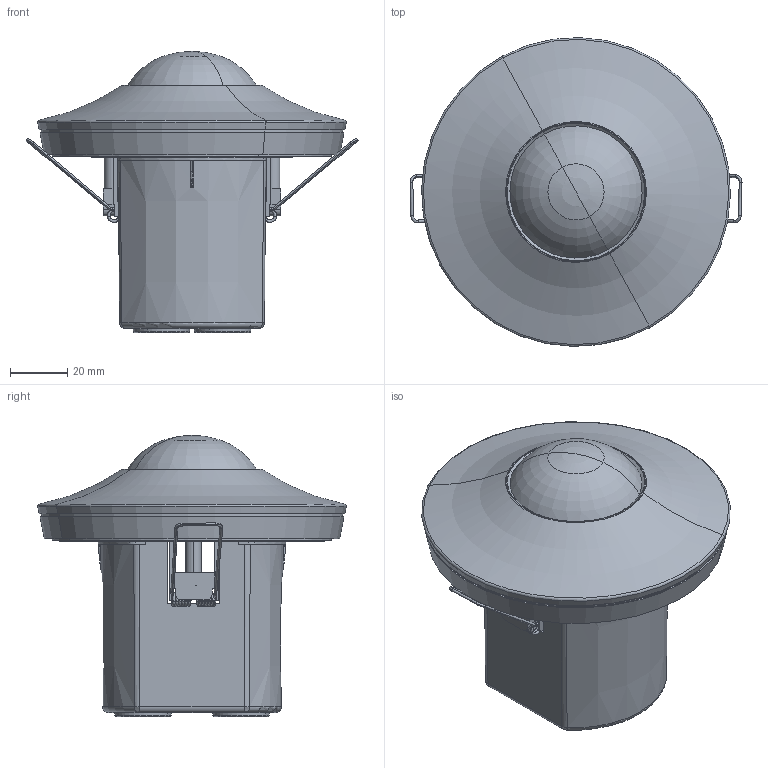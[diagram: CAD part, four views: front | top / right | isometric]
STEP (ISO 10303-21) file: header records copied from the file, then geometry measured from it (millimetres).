
FILE_DESCRIPTION(('',''),'2;1');
FILE_NAME('','',('none'),('none'),'','','none');
FILE_SCHEMA(('AUTOMOTIVE_DESIGN { 1 0 10303 214 1 1 1 1 }'));
Length unit declared in the file: millimetre
Products named in the file (1): EP10426858
Bounding box: 116.44 x 108.32 x 98.61 mm (x, y, z)
Volume: 313341.4 mm3; surface area: 84741.5 mm2
Topology: 12 solids, 12 shells, 596 faces, 1448 edges, 864 vertices
Faces by surface type: plane 191, cylinder 153, bspline 152, torus 50, cone 38, sphere 12
Entity records: 34805 total; most frequent: CARTESIAN_POINT 23184, ORIENTED_EDGE 2868, DIRECTION 1646, EDGE_CURVE 1434, VERTEX_POINT 864, AXIS2_PLACEMENT_3D 750, EDGE_LOOP 620, VECTOR 606
